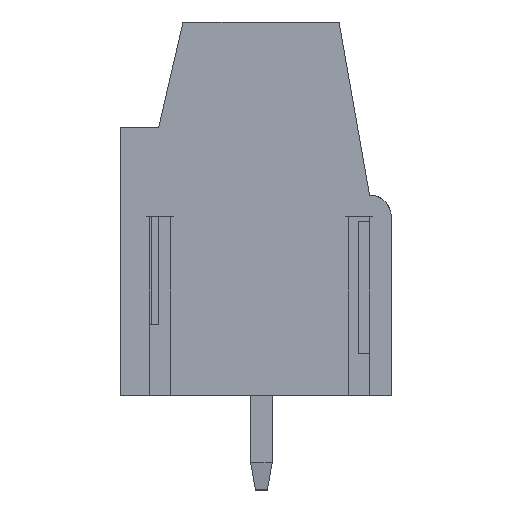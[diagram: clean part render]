
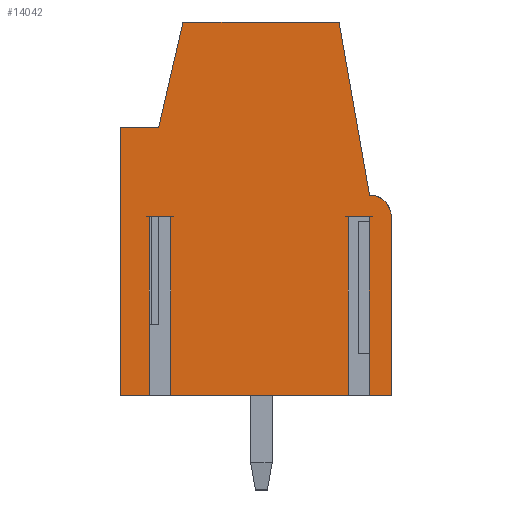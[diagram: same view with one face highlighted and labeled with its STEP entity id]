
A CAD part, left-side view. The second image highlights one B-rep face of the part: STEP entity #14042.
In plain terms, the highlighted planar face has unit normal (-1, 0, 0).
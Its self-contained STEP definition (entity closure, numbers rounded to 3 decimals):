
#13935=AXIS2_PLACEMENT_3D('Plane Axis2P3D',#13932,#13933,#13934) ;
#13158=CARTESIAN_POINT('Vertex',(0.,0.,3.5)) ;
#13161=CARTESIAN_POINT('Line Origine',(0.,0.405,3.5)) ;
#13165=CARTESIAN_POINT('Vertex',(0.,0.81,3.5)) ;
#13186=CARTESIAN_POINT('Vertex',(0.,1.59,3.5)) ;
#13189=CARTESIAN_POINT('Line Origine',(0.,4.875,3.5)) ;
#13193=CARTESIAN_POINT('Vertex',(0.,8.16,3.5)) ;
#13214=CARTESIAN_POINT('Vertex',(0.,8.94,3.5)) ;
#13217=CARTESIAN_POINT('Line Origine',(0.,9.47,3.5)) ;
#13221=CARTESIAN_POINT('Vertex',(0.,10.,3.5)) ;
#13848=CARTESIAN_POINT('Vertex',(0.,0.,10.1)) ;
#13851=CARTESIAN_POINT('Line Origine',(0.,0.,6.8)) ;
#13932=CARTESIAN_POINT('Axis2P3D Location',(0.,10.,0.3)) ;
#13937=CARTESIAN_POINT('Line Origine',(0.,1.59,6.8)) ;
#13941=CARTESIAN_POINT('Vertex',(0.,1.59,10.1)) ;
#13944=CARTESIAN_POINT('Line Origine',(0.,1.2,10.1)) ;
#13948=CARTESIAN_POINT('Vertex',(0.,0.81,10.1)) ;
#13951=CARTESIAN_POINT('Line Origine',(0.,0.81,6.8)) ;
#13957=CARTESIAN_POINT('Control Point',(0.,0.,10.1)) ;
#13958=CARTESIAN_POINT('Control Point',(0.,0.,10.187)) ;
#13959=CARTESIAN_POINT('Control Point',(0.,0.012,10.275)) ;
#13960=CARTESIAN_POINT('Control Point',(0.,0.036,10.36)) ;
#13961=CARTESIAN_POINT('Control Point',(0.,0.106,10.522)) ;
#13962=CARTESIAN_POINT('Control Point',(0.,0.217,10.659)) ;
#13963=CARTESIAN_POINT('Control Point',(0.,0.282,10.719)) ;
#13964=CARTESIAN_POINT('Control Point',(0.,0.417,10.814)) ;
#13965=CARTESIAN_POINT('Control Point',(0.,0.572,10.872)) ;
#13966=CARTESIAN_POINT('Control Point',(0.,0.647,10.891)) ;
#13967=CARTESIAN_POINT('Control Point',(0.,0.724,10.9)) ;
#13968=CARTESIAN_POINT('Control Point',(0.,0.8,10.9)) ;
#13969=CARTESIAN_POINT('Vertex',(0.,0.8,10.9)) ;
#13972=CARTESIAN_POINT('Line Origine',(0.,1.364,14.1)) ;
#13976=CARTESIAN_POINT('Vertex',(0.,1.928,17.3)) ;
#13979=CARTESIAN_POINT('Line Origine',(0.,4.814,17.3)) ;
#13983=CARTESIAN_POINT('Vertex',(0.,7.7,17.3)) ;
#13986=CARTESIAN_POINT('Line Origine',(0.,8.15,15.35)) ;
#13990=CARTESIAN_POINT('Vertex',(0.,8.6,13.4)) ;
#13993=CARTESIAN_POINT('Line Origine',(0.,9.3,13.4)) ;
#13997=CARTESIAN_POINT('Vertex',(0.,10.,13.4)) ;
#14000=CARTESIAN_POINT('Line Origine',(0.,10.,8.45)) ;
#14005=CARTESIAN_POINT('Line Origine',(0.,8.94,6.8)) ;
#14009=CARTESIAN_POINT('Vertex',(0.,8.94,10.1)) ;
#14012=CARTESIAN_POINT('Line Origine',(0.,8.55,10.1)) ;
#14016=CARTESIAN_POINT('Vertex',(0.,8.16,10.1)) ;
#14019=CARTESIAN_POINT('Line Origine',(0.,8.16,6.8)) ;
#13162=DIRECTION('Vector Direction',(0.,-1.,0.)) ;
#13190=DIRECTION('Vector Direction',(0.,-1.,0.)) ;
#13218=DIRECTION('Vector Direction',(0.,-1.,0.)) ;
#13852=DIRECTION('Vector Direction',(0.,0.,1.)) ;
#13933=DIRECTION('Axis2P3D Direction',(-1.,0.,0.)) ;
#13934=DIRECTION('Axis2P3D XDirection',(0.,1.,0.)) ;
#13938=DIRECTION('Vector Direction',(0.,0.,1.)) ;
#13945=DIRECTION('Vector Direction',(0.,1.,0.)) ;
#13952=DIRECTION('Vector Direction',(0.,0.,1.)) ;
#13973=DIRECTION('Vector Direction',(0.,0.174,0.985)) ;
#13980=DIRECTION('Vector Direction',(0.,1.,0.)) ;
#13987=DIRECTION('Vector Direction',(0.,0.225,-0.974)) ;
#13994=DIRECTION('Vector Direction',(0.,1.,0.)) ;
#14001=DIRECTION('Vector Direction',(0.,0.,-1.)) ;
#14006=DIRECTION('Vector Direction',(0.,0.,1.)) ;
#14013=DIRECTION('Vector Direction',(0.,1.,0.)) ;
#14020=DIRECTION('Vector Direction',(0.,0.,1.)) ;
#13163=VECTOR('Line Direction',#13162,1.) ;
#13191=VECTOR('Line Direction',#13190,1.) ;
#13219=VECTOR('Line Direction',#13218,1.) ;
#13853=VECTOR('Line Direction',#13852,1.) ;
#13939=VECTOR('Line Direction',#13938,1.) ;
#13946=VECTOR('Line Direction',#13945,1.) ;
#13953=VECTOR('Line Direction',#13952,1.) ;
#13974=VECTOR('Line Direction',#13973,1.) ;
#13981=VECTOR('Line Direction',#13980,1.) ;
#13988=VECTOR('Line Direction',#13987,1.) ;
#13995=VECTOR('Line Direction',#13994,1.) ;
#14002=VECTOR('Line Direction',#14001,1.) ;
#14007=VECTOR('Line Direction',#14006,1.) ;
#14014=VECTOR('Line Direction',#14013,1.) ;
#14021=VECTOR('Line Direction',#14020,1.) ;
#14025=ORIENTED_EDGE('',*,*,#13195,.T.) ;
#14026=ORIENTED_EDGE('',*,*,#13943,.T.) ;
#14027=ORIENTED_EDGE('',*,*,#13950,.F.) ;
#14028=ORIENTED_EDGE('',*,*,#13955,.F.) ;
#14029=ORIENTED_EDGE('',*,*,#13167,.T.) ;
#14030=ORIENTED_EDGE('',*,*,#13855,.T.) ;
#14031=ORIENTED_EDGE('',*,*,#13971,.T.) ;
#14032=ORIENTED_EDGE('',*,*,#13978,.T.) ;
#14033=ORIENTED_EDGE('',*,*,#13985,.T.) ;
#14034=ORIENTED_EDGE('',*,*,#13992,.T.) ;
#14035=ORIENTED_EDGE('',*,*,#13999,.T.) ;
#14036=ORIENTED_EDGE('',*,*,#14004,.T.) ;
#14037=ORIENTED_EDGE('',*,*,#13223,.T.) ;
#14038=ORIENTED_EDGE('',*,*,#14011,.T.) ;
#14039=ORIENTED_EDGE('',*,*,#14018,.F.) ;
#14040=ORIENTED_EDGE('',*,*,#14023,.F.) ;
#14042=ADVANCED_FACE('HOUSING',(#14041),#13936,.T.) ;
#13956=B_SPLINE_CURVE_WITH_KNOTS('',5,(#13957,#13958,#13959,#13960,#13961,#13962,#13963,#13964,#13965,#13966,#13967,#13968),.UNSPECIFIED.,.F.,.U.,(6,3,3,6),(0.,0.64,1.282,1.842),.UNSPECIFIED.) ;
#13167=EDGE_CURVE('',#13166,#13159,#13164,.T.) ;
#13195=EDGE_CURVE('',#13194,#13187,#13192,.T.) ;
#13223=EDGE_CURVE('',#13222,#13215,#13220,.T.) ;
#13855=EDGE_CURVE('',#13159,#13849,#13854,.T.) ;
#13943=EDGE_CURVE('',#13187,#13942,#13940,.T.) ;
#13950=EDGE_CURVE('',#13949,#13942,#13947,.T.) ;
#13955=EDGE_CURVE('',#13166,#13949,#13954,.T.) ;
#13971=EDGE_CURVE('',#13849,#13970,#13956,.T.) ;
#13978=EDGE_CURVE('',#13970,#13977,#13975,.T.) ;
#13985=EDGE_CURVE('',#13977,#13984,#13982,.T.) ;
#13992=EDGE_CURVE('',#13984,#13991,#13989,.T.) ;
#13999=EDGE_CURVE('',#13991,#13998,#13996,.T.) ;
#14004=EDGE_CURVE('',#13998,#13222,#14003,.T.) ;
#14011=EDGE_CURVE('',#13215,#14010,#14008,.T.) ;
#14018=EDGE_CURVE('',#14017,#14010,#14015,.T.) ;
#14023=EDGE_CURVE('',#13194,#14017,#14022,.T.) ;
#14024=EDGE_LOOP('',(#14025,#14026,#14027,#14028,#14029,#14030,#14031,#14032,#14033,#14034,#14035,#14036,#14037,#14038,#14039,#14040)) ;
#14041=FACE_OUTER_BOUND('',#14024,.T.) ;
#13164=LINE('Line',#13161,#13163) ;
#13192=LINE('Line',#13189,#13191) ;
#13220=LINE('Line',#13217,#13219) ;
#13854=LINE('Line',#13851,#13853) ;
#13940=LINE('Line',#13937,#13939) ;
#13947=LINE('Line',#13944,#13946) ;
#13954=LINE('Line',#13951,#13953) ;
#13975=LINE('Line',#13972,#13974) ;
#13982=LINE('Line',#13979,#13981) ;
#13989=LINE('Line',#13986,#13988) ;
#13996=LINE('Line',#13993,#13995) ;
#14003=LINE('Line',#14000,#14002) ;
#14008=LINE('Line',#14005,#14007) ;
#14015=LINE('Line',#14012,#14014) ;
#14022=LINE('Line',#14019,#14021) ;
#13936=PLANE('',#13935) ;
#13159=VERTEX_POINT('',#13158) ;
#13166=VERTEX_POINT('',#13165) ;
#13187=VERTEX_POINT('',#13186) ;
#13194=VERTEX_POINT('',#13193) ;
#13215=VERTEX_POINT('',#13214) ;
#13222=VERTEX_POINT('',#13221) ;
#13849=VERTEX_POINT('',#13848) ;
#13942=VERTEX_POINT('',#13941) ;
#13949=VERTEX_POINT('',#13948) ;
#13970=VERTEX_POINT('',#13969) ;
#13977=VERTEX_POINT('',#13976) ;
#13984=VERTEX_POINT('',#13983) ;
#13991=VERTEX_POINT('',#13990) ;
#13998=VERTEX_POINT('',#13997) ;
#14010=VERTEX_POINT('',#14009) ;
#14017=VERTEX_POINT('',#14016) ;
